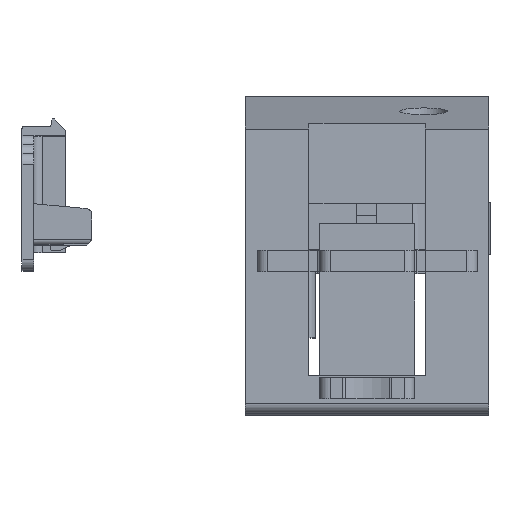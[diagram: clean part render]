
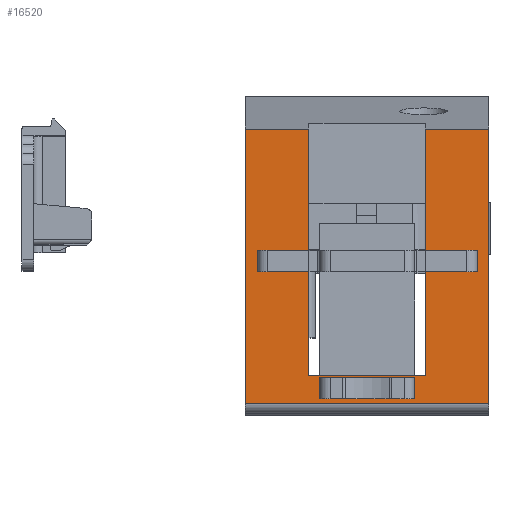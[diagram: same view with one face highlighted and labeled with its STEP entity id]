
A CAD part, top view. The second image highlights one B-rep face of the part: STEP entity #16520.
In plain terms, the highlighted planar face has unit normal (0, 0, 1).
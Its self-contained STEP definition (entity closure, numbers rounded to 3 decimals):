
#13962=CARTESIAN_POINT('',(-4.5,-28.6,52.7));
#13963=VERTEX_POINT('',#13962);
#13970=CARTESIAN_POINT('',(4.5,-28.6,52.7));
#13971=VERTEX_POINT('',#13970);
#13972=CARTESIAN_POINT('',(4.5,-28.6,52.7));
#13973=DIRECTION('',(-1.,0.,0.));
#13974=VECTOR('',#13973,9.);
#13975=LINE('',#13972,#13974);
#13976=EDGE_CURVE('',#13971,#13963,#13975,.T.);
#13996=CARTESIAN_POINT('',(4.5,-26.6,52.7));
#13997=VERTEX_POINT('',#13996);
#13998=CARTESIAN_POINT('',(4.5,-26.6,52.7));
#13999=DIRECTION('',(0.,-1.,0.));
#14000=VECTOR('',#13999,2.);
#14001=LINE('',#13998,#14000);
#14002=EDGE_CURVE('',#13997,#13971,#14001,.T.);
#14025=CARTESIAN_POINT('',(-4.5,-26.6,52.7));
#14026=VERTEX_POINT('',#14025);
#14027=CARTESIAN_POINT('',(-4.5,-26.6,52.7));
#14028=DIRECTION('',(1.,0.,-0.));
#14029=VECTOR('',#14028,9.);
#14030=LINE('',#14027,#14029);
#14031=EDGE_CURVE('',#14026,#13997,#14030,.T.);
#14052=CARTESIAN_POINT('',(-4.5,-28.6,52.7));
#14053=DIRECTION('',(0.,1.,0.));
#14054=VECTOR('',#14053,2.);
#14055=LINE('',#14052,#14054);
#14056=EDGE_CURVE('',#13963,#14026,#14055,.T.);
#14075=CARTESIAN_POINT('',(-5.5,-26.4,52.7));
#14076=VERTEX_POINT('',#14075);
#14083=CARTESIAN_POINT('',(5.5,-26.4,52.7));
#14084=VERTEX_POINT('',#14083);
#14085=CARTESIAN_POINT('',(5.5,-26.4,52.7));
#14086=DIRECTION('',(-1.,0.,0.));
#14087=VECTOR('',#14086,11.);
#14088=LINE('',#14085,#14087);
#14089=EDGE_CURVE('',#14084,#14076,#14088,.T.);
#14115=CARTESIAN_POINT('',(-7.7,-16.6,52.7));
#14116=VERTEX_POINT('',#14115);
#14117=CARTESIAN_POINT('',(-10.4,-16.6,52.7));
#14118=VERTEX_POINT('',#14117);
#14119=CARTESIAN_POINT('',(-7.7,-16.6,52.7));
#14120=DIRECTION('',(-1.,0.,0.));
#14121=VECTOR('',#14120,2.7);
#14122=LINE('',#14119,#14121);
#14123=EDGE_CURVE('',#14116,#14118,#14122,.T.);
#14150=CARTESIAN_POINT('',(-7.7,-14.6,52.7));
#14151=VERTEX_POINT('',#14150);
#14152=CARTESIAN_POINT('',(-7.7,-14.6,52.7));
#14153=DIRECTION('',(0.,-1.,0.));
#14154=VECTOR('',#14153,2.);
#14155=LINE('',#14152,#14154);
#14156=EDGE_CURVE('',#14151,#14116,#14155,.T.);
#14174=CARTESIAN_POINT('',(-10.4,-14.6,52.7));
#14175=VERTEX_POINT('',#14174);
#14176=CARTESIAN_POINT('',(-10.4,-14.6,52.7));
#14177=DIRECTION('',(1.,0.,-0.));
#14178=VECTOR('',#14177,2.7);
#14179=LINE('',#14176,#14178);
#14180=EDGE_CURVE('',#14175,#14151,#14179,.T.);
#14202=CARTESIAN_POINT('',(-10.4,-16.6,52.7));
#14203=DIRECTION('',(0.,1.,0.));
#14204=VECTOR('',#14203,2.);
#14205=LINE('',#14202,#14204);
#14206=EDGE_CURVE('',#14118,#14175,#14205,.T.);
#14219=CARTESIAN_POINT('',(10.4,-16.6,52.7));
#14220=VERTEX_POINT('',#14219);
#14221=CARTESIAN_POINT('',(7.7,-16.6,52.7));
#14222=VERTEX_POINT('',#14221);
#14223=CARTESIAN_POINT('',(10.4,-16.6,52.7));
#14224=DIRECTION('',(-1.,0.,0.));
#14225=VECTOR('',#14224,2.7);
#14226=LINE('',#14223,#14225);
#14227=EDGE_CURVE('',#14220,#14222,#14226,.T.);
#14254=CARTESIAN_POINT('',(10.4,-14.6,52.7));
#14255=VERTEX_POINT('',#14254);
#14256=CARTESIAN_POINT('',(10.4,-14.6,52.7));
#14257=DIRECTION('',(0.,-1.,0.));
#14258=VECTOR('',#14257,2.);
#14259=LINE('',#14256,#14258);
#14260=EDGE_CURVE('',#14255,#14220,#14259,.T.);
#14278=CARTESIAN_POINT('',(7.7,-14.6,52.7));
#14279=VERTEX_POINT('',#14278);
#14280=CARTESIAN_POINT('',(7.7,-14.6,52.7));
#14281=DIRECTION('',(1.,0.,-0.));
#14282=VECTOR('',#14281,2.7);
#14283=LINE('',#14280,#14282);
#14284=EDGE_CURVE('',#14279,#14255,#14283,.T.);
#14306=CARTESIAN_POINT('',(7.7,-16.6,52.7));
#14307=DIRECTION('',(0.,1.,0.));
#14308=VECTOR('',#14307,2.);
#14309=LINE('',#14306,#14308);
#14310=EDGE_CURVE('',#14222,#14279,#14309,.T.);
#15767=CARTESIAN_POINT('',(-5.5,-3.12,52.7));
#15768=VERTEX_POINT('',#15767);
#15769=CARTESIAN_POINT('',(-5.5,-26.4,52.7));
#15770=DIRECTION('',(0.,1.,0.));
#15771=VECTOR('',#15770,23.28);
#15772=LINE('',#15769,#15771);
#15773=EDGE_CURVE('',#14076,#15768,#15772,.T.);
#15846=CARTESIAN_POINT('',(5.5,-3.12,52.7));
#15847=VERTEX_POINT('',#15846);
#15848=CARTESIAN_POINT('',(5.5,-3.12,52.7));
#15849=DIRECTION('',(0.,-1.,0.));
#15850=VECTOR('',#15849,23.28);
#15851=LINE('',#15848,#15850);
#15852=EDGE_CURVE('',#15847,#14084,#15851,.T.);
#16435=CARTESIAN_POINT('',(-11.5,-29.,52.7));
#16436=VERTEX_POINT('',#16435);
#16445=CARTESIAN_POINT('',(11.5,-29.,52.7));
#16446=VERTEX_POINT('',#16445);
#16454=CARTESIAN_POINT('',(11.5,-29.,52.7));
#16455=DIRECTION('',(-1.,0.,0.));
#16456=VECTOR('',#16455,23.);
#16457=LINE('',#16454,#16456);
#16458=EDGE_CURVE('',#16446,#16436,#16457,.T.);
#16463=CARTESIAN_POINT('',(11.5,-3.12,52.7));
#16464=DIRECTION('',(0.,0.,1.));
#16465=DIRECTION('',(0.,1.,0.));
#16466=AXIS2_PLACEMENT_3D('',#16463,#16464,#16465);
#16467=PLANE('',#16466);
#16468=ORIENTED_EDGE('',*,*,#14310,.T.);
#16469=ORIENTED_EDGE('',*,*,#14284,.T.);
#16470=ORIENTED_EDGE('',*,*,#14260,.T.);
#16471=ORIENTED_EDGE('',*,*,#14227,.T.);
#16472=EDGE_LOOP('',(#16468,#16469,#16470,#16471));
#16473=FACE_BOUND('',#16472,.T.);
#16474=ORIENTED_EDGE('',*,*,#14206,.T.);
#16475=ORIENTED_EDGE('',*,*,#14180,.T.);
#16476=ORIENTED_EDGE('',*,*,#14156,.T.);
#16477=ORIENTED_EDGE('',*,*,#14123,.T.);
#16478=EDGE_LOOP('',(#16474,#16475,#16476,#16477));
#16479=FACE_BOUND('',#16478,.T.);
#16480=ORIENTED_EDGE('',*,*,#15773,.T.);
#16481=CARTESIAN_POINT('',(-11.5,-3.12,52.7));
#16482=VERTEX_POINT('',#16481);
#16483=CARTESIAN_POINT('',(-5.5,-3.12,52.7));
#16484=DIRECTION('',(-1.,0.,0.));
#16485=VECTOR('',#16484,6.);
#16486=LINE('',#16483,#16485);
#16487=EDGE_CURVE('',#15768,#16482,#16486,.T.);
#16488=ORIENTED_EDGE('',*,*,#16487,.T.);
#16489=CARTESIAN_POINT('',(-11.5,-3.12,52.7));
#16490=DIRECTION('',(0.,-1.,0.));
#16491=VECTOR('',#16490,25.88);
#16492=LINE('',#16489,#16491);
#16493=EDGE_CURVE('',#16482,#16436,#16492,.T.);
#16494=ORIENTED_EDGE('',*,*,#16493,.T.);
#16495=ORIENTED_EDGE('',*,*,#16458,.F.);
#16496=CARTESIAN_POINT('',(11.5,-3.12,52.7));
#16497=VERTEX_POINT('',#16496);
#16498=CARTESIAN_POINT('',(11.5,-29.,52.7));
#16499=DIRECTION('',(0.,1.,0.));
#16500=VECTOR('',#16499,25.88);
#16501=LINE('',#16498,#16500);
#16502=EDGE_CURVE('',#16446,#16497,#16501,.T.);
#16503=ORIENTED_EDGE('',*,*,#16502,.T.);
#16504=CARTESIAN_POINT('',(11.5,-3.12,52.7));
#16505=DIRECTION('',(-1.,0.,0.));
#16506=VECTOR('',#16505,6.);
#16507=LINE('',#16504,#16506);
#16508=EDGE_CURVE('',#16497,#15847,#16507,.T.);
#16509=ORIENTED_EDGE('',*,*,#16508,.T.);
#16510=ORIENTED_EDGE('',*,*,#15852,.T.);
#16511=ORIENTED_EDGE('',*,*,#14089,.T.);
#16512=EDGE_LOOP('',(#16480,#16488,#16494,#16495,#16503,#16509,#16510,#16511));
#16513=FACE_BOUND('',#16512,.T.);
#16514=ORIENTED_EDGE('',*,*,#14056,.T.);
#16515=ORIENTED_EDGE('',*,*,#14031,.T.);
#16516=ORIENTED_EDGE('',*,*,#14002,.T.);
#16517=ORIENTED_EDGE('',*,*,#13976,.T.);
#16518=EDGE_LOOP('',(#16514,#16515,#16516,#16517));
#16519=FACE_BOUND('',#16518,.T.);
#16520=ADVANCED_FACE('',(#16473,#16479,#16513,#16519),#16467,.T.);
